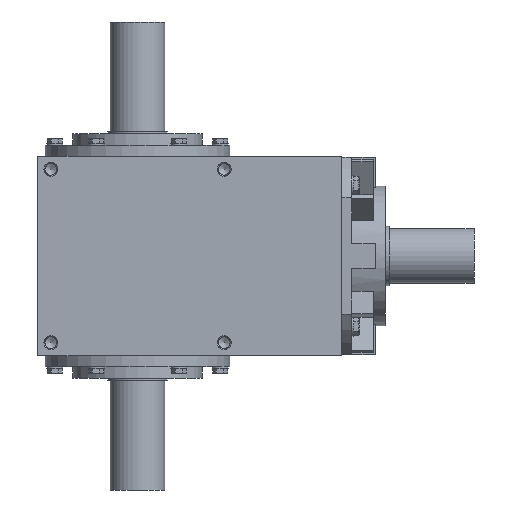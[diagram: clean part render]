
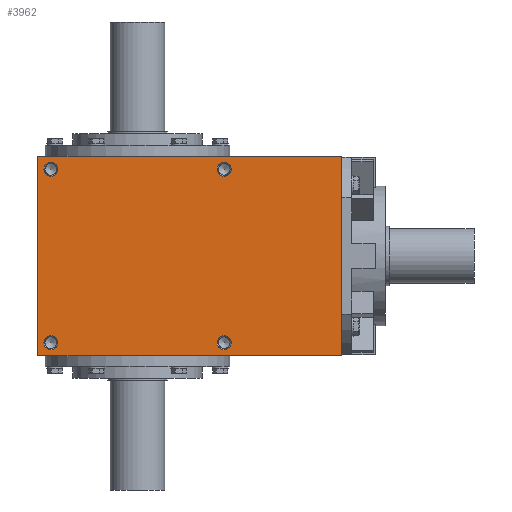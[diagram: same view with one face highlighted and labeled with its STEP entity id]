
A CAD part, front view. The second image highlights one B-rep face of the part: STEP entity #3962.
In plain terms, the highlighted planar face has unit normal (0, -1, 0).
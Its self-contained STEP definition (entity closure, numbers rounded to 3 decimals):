
#304=PLANE('',#5902);
#506=LINE('',#8152,#766);
#509=LINE('',#8166,#769);
#510=LINE('',#8168,#770);
#511=LINE('',#8170,#771);
#766=VECTOR('',#6771,1000.);
#769=VECTOR('',#6784,1000.);
#770=VECTOR('',#6785,1000.);
#771=VECTOR('',#6786,1000.);
#1336=ORIENTED_EDGE('',*,*,#2237,.T.);
#1337=ORIENTED_EDGE('',*,*,#2238,.F.);
#1338=ORIENTED_EDGE('',*,*,#2239,.T.);
#1339=ORIENTED_EDGE('',*,*,#2240,.F.);
#1340=ORIENTED_EDGE('',*,*,#2241,.T.);
#1341=ORIENTED_EDGE('',*,*,#2242,.F.);
#1342=ORIENTED_EDGE('',*,*,#2243,.F.);
#1343=ORIENTED_EDGE('',*,*,#2234,.T.);
#2234=EDGE_CURVE('',#2685,#2684,#506,.T.);
#2237=EDGE_CURVE('',#2687,#2687,#2924,.T.);
#2238=EDGE_CURVE('',#2688,#2688,#2925,.T.);
#2239=EDGE_CURVE('',#2689,#2689,#2926,.T.);
#2240=EDGE_CURVE('',#2690,#2690,#2927,.T.);
#2241=EDGE_CURVE('',#2684,#2691,#509,.T.);
#2242=EDGE_CURVE('',#2692,#2691,#510,.T.);
#2243=EDGE_CURVE('',#2685,#2692,#511,.T.);
#2684=VERTEX_POINT('',#8151);
#2685=VERTEX_POINT('',#8153);
#2687=VERTEX_POINT('',#8159);
#2688=VERTEX_POINT('',#8161);
#2689=VERTEX_POINT('',#8163);
#2690=VERTEX_POINT('',#8165);
#2691=VERTEX_POINT('',#8167);
#2692=VERTEX_POINT('',#8169);
#2924=CIRCLE('',#5903,7.);
#2925=CIRCLE('',#5904,7.);
#2926=CIRCLE('',#5905,7.);
#2927=CIRCLE('',#5906,7.);
#3128=EDGE_LOOP('',(#1336));
#3129=EDGE_LOOP('',(#1337));
#3130=EDGE_LOOP('',(#1338));
#3131=EDGE_LOOP('',(#1339));
#3132=EDGE_LOOP('',(#1340,#1341,#1342,#1343));
#3519=FACE_BOUND('',#3128,.T.);
#3520=FACE_BOUND('',#3129,.T.);
#3521=FACE_BOUND('',#3130,.T.);
#3522=FACE_BOUND('',#3131,.T.);
#3523=FACE_BOUND('',#3132,.T.);
#3962=ADVANCED_FACE('',(#3519,#3520,#3521,#3522,#3523),#304,.F.);
#5902=AXIS2_PLACEMENT_3D('',#8157,#6774,#6775);
#5903=AXIS2_PLACEMENT_3D('',#8158,#6776,#6777);
#5904=AXIS2_PLACEMENT_3D('',#8160,#6778,#6779);
#5905=AXIS2_PLACEMENT_3D('',#8162,#6780,#6781);
#5906=AXIS2_PLACEMENT_3D('',#8164,#6782,#6783);
#6771=DIRECTION('',(0.,0.,-1.));
#6774=DIRECTION('',(0.,1.,0.));
#6775=DIRECTION('',(0.,0.,1.));
#6776=DIRECTION('',(0.,1.,0.));
#6777=DIRECTION('',(0.,0.,1.));
#6778=DIRECTION('',(0.,-1.,0.));
#6779=DIRECTION('',(0.,0.,-1.));
#6780=DIRECTION('',(0.,1.,0.));
#6781=DIRECTION('',(0.,0.,1.));
#6782=DIRECTION('',(0.,-1.,0.));
#6783=DIRECTION('',(0.,0.,-1.));
#6784=DIRECTION('',(1.,0.,0.));
#6785=DIRECTION('',(0.,0.,-1.));
#6786=DIRECTION('',(1.,0.,0.));
#8151=CARTESIAN_POINT('',(-100.,-100.,-100.));
#8152=CARTESIAN_POINT('',(-100.,-100.,205.));
#8153=CARTESIAN_POINT('',(-100.,-100.,205.));
#8157=CARTESIAN_POINT('',(-100.,-100.,205.));
#8158=CARTESIAN_POINT('',(-87.,-100.,-87.));
#8159=CARTESIAN_POINT('',(-87.,-100.,-80.));
#8160=CARTESIAN_POINT('',(87.,-100.,-87.));
#8161=CARTESIAN_POINT('',(87.,-100.,-94.));
#8162=CARTESIAN_POINT('',(-87.,-100.,87.));
#8163=CARTESIAN_POINT('',(-87.,-100.,94.));
#8164=CARTESIAN_POINT('',(87.,-100.,87.));
#8165=CARTESIAN_POINT('',(87.,-100.,80.));
#8166=CARTESIAN_POINT('',(-100.,-100.,-100.));
#8167=CARTESIAN_POINT('',(100.,-100.,-100.));
#8168=CARTESIAN_POINT('',(100.,-100.,205.));
#8169=CARTESIAN_POINT('',(100.,-100.,205.));
#8170=CARTESIAN_POINT('',(-100.,-100.,205.));
